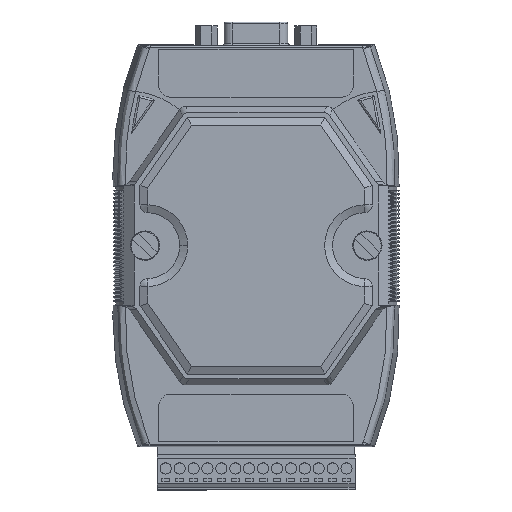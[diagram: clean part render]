
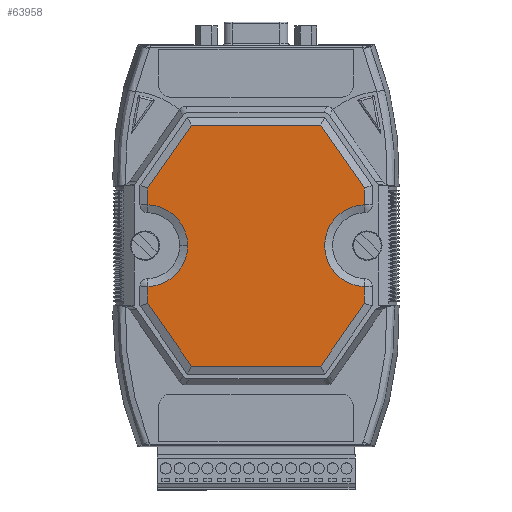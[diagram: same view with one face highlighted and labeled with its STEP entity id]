
A CAD part, top view. The second image highlights one B-rep face of the part: STEP entity #63958.
In plain terms, the highlighted planar face has unit normal (0, 0, 1).
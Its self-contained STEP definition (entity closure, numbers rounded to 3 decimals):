
#656 = VECTOR ( 'NONE', #61938, 1000. ) ;
#673 = LINE ( 'NONE', #91407, #57308 ) ;
#2931 = CARTESIAN_POINT ( 'NONE',  ( -27.25, -10.296, 13.9 ) ) ;
#4906 = DIRECTION ( 'NONE',  ( 0., 0., -1. ) ) ;
#6535 = ORIENTED_EDGE ( 'NONE', *, *, #60760, .T. ) ;
#8359 = DIRECTION ( 'NONE',  ( 0., 1., 0. ) ) ;
#9046 = VERTEX_POINT ( 'NONE', #36893 ) ;
#9227 = ORIENTED_EDGE ( 'NONE', *, *, #22859, .T. ) ;
#9325 = ORIENTED_EDGE ( 'NONE', *, *, #62354, .T. ) ;
#10905 = EDGE_CURVE ( 'NONE', #19862, #114396, #28307, .T. ) ;
#13142 = LINE ( 'NONE', #58235, #29710 ) ;
#14311 = DIRECTION ( 'NONE',  ( 0., -1., 0. ) ) ;
#15446 = CIRCLE ( 'NONE', #58978, 10.3 ) ;
#15651 = EDGE_CURVE ( 'NONE', #47862, #9046, #15446, .T. ) ;
#16104 = VECTOR ( 'NONE', #64169, 1000. ) ;
#16865 = LINE ( 'NONE', #80913, #656 ) ;
#17117 = CARTESIAN_POINT ( 'NONE',  ( -27.25, -14.536, 13.9 ) ) ;
#19862 = VERTEX_POINT ( 'NONE', #17117 ) ;
#22859 = EDGE_CURVE ( 'NONE', #92348, #65552, #26821, .T. ) ;
#23110 = EDGE_CURVE ( 'NONE', #28619, #44475, #69131, .T. ) ;
#23174 = ORIENTED_EDGE ( 'NONE', *, *, #86470, .T. ) ;
#23851 = DIRECTION ( 'NONE',  ( 1., 0., 0. ) ) ;
#24366 = CARTESIAN_POINT ( 'NONE',  ( 27.25, -10.296, 13.9 ) ) ;
#25357 = ORIENTED_EDGE ( 'NONE', *, *, #85385, .T. ) ;
#26821 = LINE ( 'NONE', #71309, #16104 ) ;
#26860 = DIRECTION ( 'NONE',  ( 0., 0., 1. ) ) ;
#28079 = AXIS2_PLACEMENT_3D ( 'NONE', #100372, #26860, #108111 ) ;
#28307 = LINE ( 'NONE', #64481, #63833 ) ;
#28619 = VERTEX_POINT ( 'NONE', #106110 ) ;
#29710 = VECTOR ( 'NONE', #14311, 1000. ) ;
#29819 = LINE ( 'NONE', #57686, #108584 ) ;
#33184 = EDGE_CURVE ( 'NONE', #56158, #58356, #48205, .T. ) ;
#33249 = DIRECTION ( 'NONE',  ( 0., 0., -1. ) ) ;
#33585 = VECTOR ( 'NONE', #60440, 1000. ) ;
#35661 = CARTESIAN_POINT ( 'NONE',  ( 27.25, -10.296, 13.9 ) ) ;
#36013 = VECTOR ( 'NONE', #8359, 1000. ) ;
#36893 = CARTESIAN_POINT ( 'NONE',  ( 27.25, 10.296, 13.9 ) ) ;
#41107 = DIRECTION ( 'NONE',  ( 1., 0., 0. ) ) ;
#41884 = CARTESIAN_POINT ( 'NONE',  ( -16.259, -30.35, 13.9 ) ) ;
#44475 = VERTEX_POINT ( 'NONE', #2931 ) ;
#46668 = EDGE_CURVE ( 'NONE', #9046, #56158, #54037, .T. ) ;
#47606 = PLANE ( 'NONE',  #28079 ) ;
#47862 = VERTEX_POINT ( 'NONE', #84093 ) ;
#48205 = LINE ( 'NONE', #84342, #86872 ) ;
#53431 = ORIENTED_EDGE ( 'NONE', *, *, #69239, .T. ) ;
#54037 = LINE ( 'NONE', #35661, #36013 ) ;
#55720 = ORIENTED_EDGE ( 'NONE', *, *, #75141, .T. ) ;
#56052 = CARTESIAN_POINT ( 'NONE',  ( -27.25, 14.536, 13.9 ) ) ;
#56158 = VERTEX_POINT ( 'NONE', #67926 ) ;
#56177 = ORIENTED_EDGE ( 'NONE', *, *, #15651, .T. ) ;
#57308 = VECTOR ( 'NONE', #61772, 1000. ) ;
#57686 = CARTESIAN_POINT ( 'NONE',  ( -17.305, 30.35, 13.9 ) ) ;
#58235 = CARTESIAN_POINT ( 'NONE',  ( -27.25, 10.296, 13.9 ) ) ;
#58356 = VERTEX_POINT ( 'NONE', #83226 ) ;
#58978 = AXIS2_PLACEMENT_3D ( 'NONE', #68341, #113396, #23851 ) ;
#60342 = CARTESIAN_POINT ( 'NONE',  ( -27.25, 10.296, 13.9 ) ) ;
#60440 = DIRECTION ( 'NONE',  ( 1., 0., 0. ) ) ;
#60760 = EDGE_CURVE ( 'NONE', #115572, #80490, #13142, .T. ) ;
#61772 = DIRECTION ( 'NONE',  ( 0., -1., 0. ) ) ;
#61938 = DIRECTION ( 'NONE',  ( -0.571, -0.821, 0. ) ) ;
#62354 = EDGE_CURVE ( 'NONE', #114396, #92348, #79393, .T. ) ;
#63833 = VECTOR ( 'NONE', #72220, 1000. ) ;
#63958 = ADVANCED_FACE ( 'NONE', ( #100965 ), #47606, .T. ) ;
#64169 = DIRECTION ( 'NONE',  ( 0.571, 0.821, 0. ) ) ;
#64481 = CARTESIAN_POINT ( 'NONE',  ( -11.486, -37.218, 13.9 ) ) ;
#65552 = VERTEX_POINT ( 'NONE', #66598 ) ;
#66598 = CARTESIAN_POINT ( 'NONE',  ( 27.25, -14.536, 13.9 ) ) ;
#67552 = CARTESIAN_POINT ( 'NONE',  ( 16.259, -30.35, 13.9 ) ) ;
#67825 = ORIENTED_EDGE ( 'NONE', *, *, #23110, .T. ) ;
#67926 = CARTESIAN_POINT ( 'NONE',  ( 27.25, 14.536, 13.9 ) ) ;
#68341 = CARTESIAN_POINT ( 'NONE',  ( 27.55, 0., 13.9 ) ) ;
#69131 = CIRCLE ( 'NONE', #82414, 10.3 ) ;
#69239 = EDGE_CURVE ( 'NONE', #65552, #47862, #113919, .T. ) ;
#69455 = DIRECTION ( 'NONE',  ( 0., 1., 0. ) ) ;
#71309 = CARTESIAN_POINT ( 'NONE',  ( 27.608, -14.021, 13.9 ) ) ;
#72220 = DIRECTION ( 'NONE',  ( 0.571, -0.821, 0. ) ) ;
#73224 = EDGE_CURVE ( 'NONE', #58356, #75989, #29819, .T. ) ;
#74729 = AXIS2_PLACEMENT_3D ( 'NONE', #114028, #4906, #41107 ) ;
#75141 = EDGE_CURVE ( 'NONE', #80490, #28619, #78489, .T. ) ;
#75989 = VERTEX_POINT ( 'NONE', #113749 ) ;
#76646 = DIRECTION ( 'NONE',  ( -1., 0., 0. ) ) ;
#77153 = CARTESIAN_POINT ( 'NONE',  ( -27.55, 0., 13.9 ) ) ;
#77829 = VECTOR ( 'NONE', #69455, 1000. ) ;
#78306 = DIRECTION ( 'NONE',  ( 1., 0., 0. ) ) ;
#78489 = CIRCLE ( 'NONE', #74729, 10.3 ) ;
#78798 = CARTESIAN_POINT ( 'NONE',  ( 17.305, -30.35, 13.9 ) ) ;
#79393 = LINE ( 'NONE', #78798, #33585 ) ;
#80490 = VERTEX_POINT ( 'NONE', #60342 ) ;
#80913 = CARTESIAN_POINT ( 'NONE',  ( -27.608, 14.021, 13.9 ) ) ;
#82414 = AXIS2_PLACEMENT_3D ( 'NONE', #77153, #33249, #78306 ) ;
#83226 = CARTESIAN_POINT ( 'NONE',  ( 16.259, 30.35, 13.9 ) ) ;
#84093 = CARTESIAN_POINT ( 'NONE',  ( 27.25, -10.296, 13.9 ) ) ;
#84342 = CARTESIAN_POINT ( 'NONE',  ( 38.887, -2.208, 13.9 ) ) ;
#85385 = EDGE_CURVE ( 'NONE', #44475, #19862, #673, .T. ) ;
#86470 = EDGE_CURVE ( 'NONE', #75989, #115572, #16865, .T. ) ;
#86872 = VECTOR ( 'NONE', #101555, 1000. ) ;
#90188 = EDGE_LOOP ( 'NONE', ( #25357, #115324, #9325, #9227, #53431, #56177, #98397, #113241, #96113, #23174, #6535, #55720, #67825 ) ) ;
#91407 = CARTESIAN_POINT ( 'NONE',  ( -27.25, -10.296, 13.9 ) ) ;
#92348 = VERTEX_POINT ( 'NONE', #67552 ) ;
#96113 = ORIENTED_EDGE ( 'NONE', *, *, #73224, .T. ) ;
#98397 = ORIENTED_EDGE ( 'NONE', *, *, #46668, .T. ) ;
#100372 = CARTESIAN_POINT ( 'NONE',  ( 27.25, -10.296, 13.9 ) ) ;
#100965 = FACE_OUTER_BOUND ( 'NONE', #90188, .T. ) ;
#101555 = DIRECTION ( 'NONE',  ( -0.571, 0.821, 0. ) ) ;
#106110 = CARTESIAN_POINT ( 'NONE',  ( -17.25, 0., 13.9 ) ) ;
#108111 = DIRECTION ( 'NONE',  ( 1., 0., 0. ) ) ;
#108584 = VECTOR ( 'NONE', #76646, 1000. ) ;
#113241 = ORIENTED_EDGE ( 'NONE', *, *, #33184, .T. ) ;
#113396 = DIRECTION ( 'NONE',  ( 0., 0., -1. ) ) ;
#113749 = CARTESIAN_POINT ( 'NONE',  ( -16.259, 30.35, 13.9 ) ) ;
#113919 = LINE ( 'NONE', #24366, #77829 ) ;
#114028 = CARTESIAN_POINT ( 'NONE',  ( -27.55, 0., 13.9 ) ) ;
#114396 = VERTEX_POINT ( 'NONE', #41884 ) ;
#115324 = ORIENTED_EDGE ( 'NONE', *, *, #10905, .T. ) ;
#115572 = VERTEX_POINT ( 'NONE', #56052 ) ;
